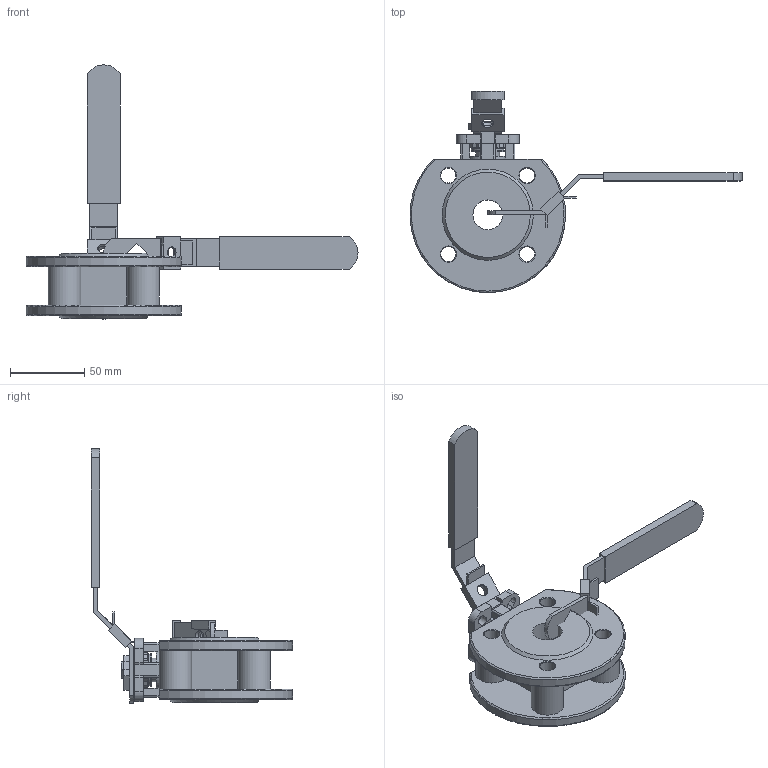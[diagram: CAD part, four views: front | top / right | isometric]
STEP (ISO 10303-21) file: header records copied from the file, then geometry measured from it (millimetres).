
FILE_DESCRIPTION( ( 'Unknown' ), '1' );
FILE_NAME( '8.440.020.stp', 'Unknown', ( 'Unknown' ), ( 'Unknown' ), 'PSStep 13.0', 'Unknown', ' ' );
FILE_SCHEMA( ( 'AUTOMOTIVE_DESIGN { 1 0 10303 214 1 1 1 1 }' ) );
Length unit declared in the file: millimetre
Products named in the file (18): 8.440.020; Assem1; HandhebelDN20; Hebel_8.440.020.stp; Schlie_S__lasche_4; Kunststoff_0; Hebel_4; T1_4; Sicherung_4; Scheibe.1.1.1; Scheibe.1.1; Scheibe.1_3; Scheibe_4; K_S_vrper_3; Feder.1_4; Feder_4; Distanz_4; DIN934-M12.1_0
Bounding box: 223.94 x 135.6 x 171.5 mm (x, y, z)
Volume: 748671.2 mm3; surface area: 244029.7 mm2
Topology: 48 solids, 48 shells, 1010 faces, 2629 edges, 1710 vertices
Faces by surface type: plane 729, cylinder 209, cone 60, torus 12
Full cylindrical faces by diameter (mm): 8 x10, 10.2 x18, 12 x6, 12.4 x6, 16 x6, 18.3 x12, 20 x3, 22 x6, 26.4 x3
Entity records: 12299 total; most frequent: CARTESIAN_POINT 2203, DIRECTION 1541, ORIENTED_EDGE 1490, EDGE_CURVE 745, LINE 557, VECTOR 557, VERTEX_POINT 508, AXIS2_PLACEMENT_3D 492
